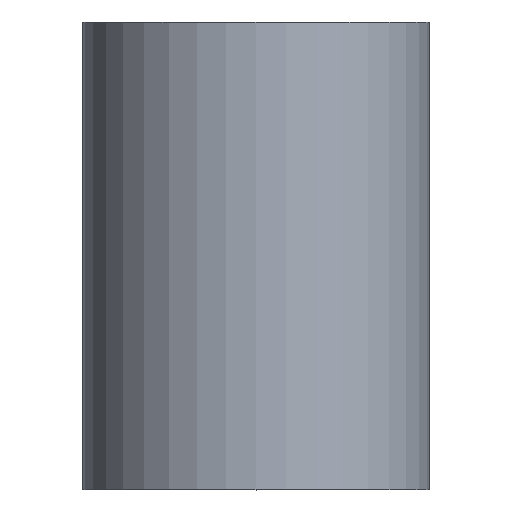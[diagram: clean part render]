
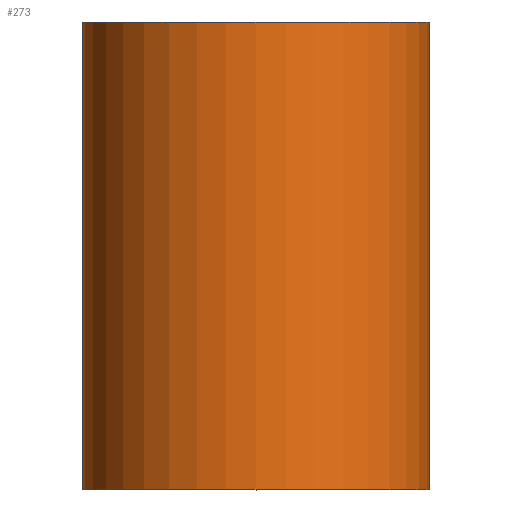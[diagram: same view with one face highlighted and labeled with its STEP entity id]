
A CAD part, top view. The second image highlights one B-rep face of the part: STEP entity #273.
In plain terms, the highlighted cylindrical face has radius 660.4 mm (diameter 1320.8 mm), a partial arc.
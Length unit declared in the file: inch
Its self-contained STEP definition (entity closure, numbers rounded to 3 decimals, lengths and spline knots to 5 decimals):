
#129=CARTESIAN_POINT('',(0.,-35.,0.));
#130=DIRECTION('',(0.,1.,0.));
#131=DIRECTION('',(-1.,0.,0.));
#132=AXIS2_PLACEMENT_3D('',#129,#130,#131);
#157=CARTESIAN_POINT('',(0.,35.,0.));
#158=DIRECTION('',(0.,1.,0.));
#159=DIRECTION('',(-1.,0.,0.));
#160=AXIS2_PLACEMENT_3D('',#157,#158,#159);
#162=DIRECTION('',(0.,1.,0.));
#163=VECTOR('',#162,70.);
#164=CARTESIAN_POINT('',(26.,-35.,0.));
#165=LINE('',#164,#163);
#166=DIRECTION('',(0.,1.,0.));
#167=VECTOR('',#166,70.);
#168=CARTESIAN_POINT('',(-26.,-35.,0.));
#169=LINE('',#168,#167);
#174=CARTESIAN_POINT('',(26.,-35.,0.));
#175=CARTESIAN_POINT('',(-26.,-35.,0.));
#176=VERTEX_POINT('',#174);
#177=VERTEX_POINT('',#175);
#182=CARTESIAN_POINT('',(26.,35.,0.));
#183=CARTESIAN_POINT('',(-26.,35.,0.));
#184=VERTEX_POINT('',#182);
#185=VERTEX_POINT('',#183);
#262=CARTESIAN_POINT('',(0.,-35.,0.));
#263=DIRECTION('',(0.,1.,0.));
#264=DIRECTION('',(1.,0.,0.));
#265=AXIS2_PLACEMENT_3D('',#262,#263,#264);
#266=CYLINDRICAL_SURFACE('',#265,26.);
#267=ORIENTED_EDGE('',*,*,#193,.F.);
#268=ORIENTED_EDGE('',*,*,#257,.T.);
#269=ORIENTED_EDGE('',*,*,#239,.T.);
#270=ORIENTED_EDGE('',*,*,#254,.F.);
#271=EDGE_LOOP('',(#267,#268,#269,#270));
#272=FACE_OUTER_BOUND('',#271,.F.);
#133=CIRCLE('',#132,26.);
#161=CIRCLE('',#160,26.);
#193=EDGE_CURVE('',#177,#176,#133,.T.);
#239=EDGE_CURVE('',#185,#184,#161,.T.);
#254=EDGE_CURVE('',#176,#184,#165,.T.);
#257=EDGE_CURVE('',#177,#185,#169,.T.);
#273=ADVANCED_FACE('',(#272),#266,.T.);
